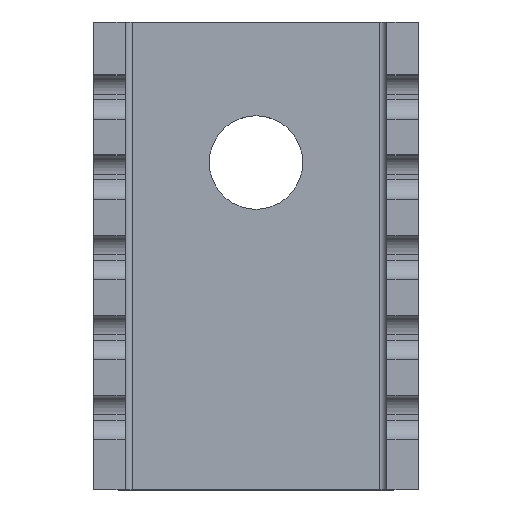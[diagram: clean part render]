
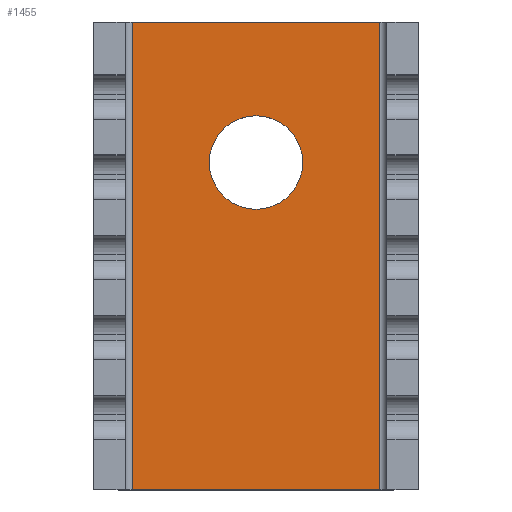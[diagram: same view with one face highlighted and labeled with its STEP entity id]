
A CAD part, top view. The second image highlights one B-rep face of the part: STEP entity #1455.
In plain terms, the highlighted planar face has unit normal (0, 0, 1).
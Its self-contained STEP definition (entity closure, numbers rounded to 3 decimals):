
#38=LINE('',#2143,#206);
#41=LINE('',#2156,#209);
#113=LINE('',#2353,#281);
#134=LINE('',#2408,#302);
#206=VECTOR('',#1717,1000.);
#209=VECTOR('',#1728,1000.);
#281=VECTOR('',#1874,1000.);
#302=VECTOR('',#1915,1000.);
#365=PLANE('',#1593);
#631=ORIENTED_EDGE('',*,*,#977,.T.);
#632=ORIENTED_EDGE('',*,*,#871,.F.);
#633=ORIENTED_EDGE('',*,*,#1006,.T.);
#634=ORIENTED_EDGE('',*,*,#877,.T.);
#635=ORIENTED_EDGE('',*,*,#837,.F.);
#837=EDGE_CURVE('',#1055,#1055,#1201,.T.);
#871=EDGE_CURVE('',#1080,#1082,#38,.T.);
#877=EDGE_CURVE('',#1085,#1087,#41,.T.);
#977=EDGE_CURVE('',#1087,#1082,#113,.T.);
#1006=EDGE_CURVE('',#1080,#1085,#134,.T.);
#1055=VERTEX_POINT('',#2072);
#1080=VERTEX_POINT('',#2141);
#1082=VERTEX_POINT('',#2144);
#1085=VERTEX_POINT('',#2151);
#1087=VERTEX_POINT('',#2155);
#1201=CIRCLE('',#1521,1.905);
#1276=EDGE_LOOP('',(#631,#632,#633,#634));
#1277=EDGE_LOOP('',(#635));
#1354=FACE_BOUND('',#1276,.T.);
#1355=FACE_BOUND('',#1277,.T.);
#1455=ADVANCED_FACE('',(#1354,#1355),#365,.T.);
#1521=AXIS2_PLACEMENT_3D('',#2071,#1651,#1652);
#1593=AXIS2_PLACEMENT_3D('',#2410,#1917,#1918);
#1651=DIRECTION('',(0.,0.,1.));
#1652=DIRECTION('',(1.,0.,0.));
#1717=DIRECTION('',(0.,1.,0.));
#1728=DIRECTION('',(0.,1.,0.));
#1874=DIRECTION('',(-1.,0.,0.));
#1915=DIRECTION('',(1.,0.,0.));
#1917=DIRECTION('',(0.,0.,1.));
#1918=DIRECTION('',(1.,0.,0.));
#2071=CARTESIAN_POINT('',(0.,3.815,1.27));
#2072=CARTESIAN_POINT('',(1.905,3.815,1.27));
#2141=CARTESIAN_POINT('',(-5.035,-9.525,1.27));
#2143=CARTESIAN_POINT('',(-5.035,-9.525,1.27));
#2144=CARTESIAN_POINT('',(-5.035,9.525,1.27));
#2151=CARTESIAN_POINT('',(5.035,-9.525,1.27));
#2155=CARTESIAN_POINT('',(5.035,9.525,1.27));
#2156=CARTESIAN_POINT('',(5.035,0.,1.27));
#2353=CARTESIAN_POINT('',(6.605,9.525,1.27));
#2408=CARTESIAN_POINT('',(-6.605,-9.525,1.27));
#2410=CARTESIAN_POINT('',(0.,0.,1.27));
